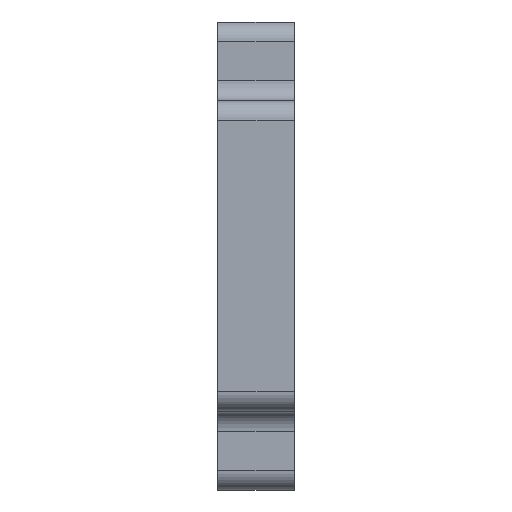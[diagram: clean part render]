
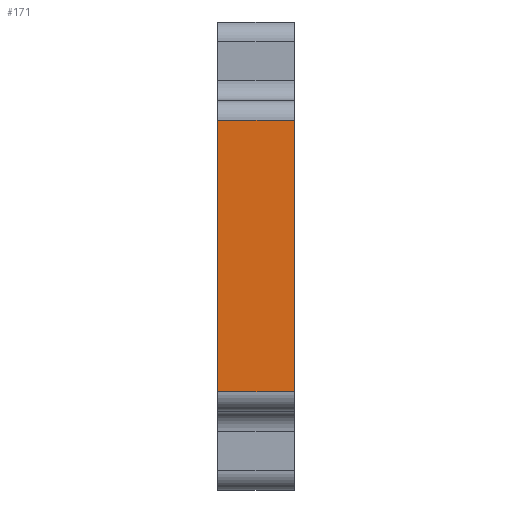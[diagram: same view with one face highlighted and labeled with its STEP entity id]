
A CAD part, left-side view. The second image highlights one B-rep face of the part: STEP entity #171.
In plain terms, the highlighted planar face has unit normal (-1, 0, 0).
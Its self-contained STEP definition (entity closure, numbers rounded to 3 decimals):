
#81 = ORIENTED_EDGE ( 'NONE', *, *, #197, .T. ) ;
#94 = EDGE_CURVE ( 'NONE', #774, #668, #545, .T. ) ;
#102 = VECTOR ( 'NONE', #822, 1000. ) ;
#105 = CARTESIAN_POINT ( 'NONE',  ( -95., 3.9, 6.9 ) ) ;
#123 = ORIENTED_EDGE ( 'NONE', *, *, #1071, .T. ) ;
#171 = ADVANCED_FACE ( 'NONE', ( #272 ), #481, .F. ) ;
#190 = LINE ( 'NONE', #703, #1189 ) ;
#197 = EDGE_CURVE ( 'NONE', #668, #240, #190, .T. ) ;
#216 = VERTEX_POINT ( 'NONE', #802 ) ;
#240 = VERTEX_POINT ( 'NONE', #1266 ) ;
#272 = FACE_OUTER_BOUND ( 'NONE', #749, .T. ) ;
#330 = DIRECTION ( 'NONE',  ( 0., 0., -1. ) ) ;
#481 = PLANE ( 'NONE',  #799 ) ;
#483 = ORIENTED_EDGE ( 'NONE', *, *, #818, .F. ) ;
#545 = LINE ( 'NONE', #1178, #778 ) ;
#575 = DIRECTION ( 'NONE',  ( 0., -1., 0. ) ) ;
#577 = ORIENTED_EDGE ( 'NONE', *, *, #94, .T. ) ;
#642 = CARTESIAN_POINT ( 'NONE',  ( -95., 0., 7.9 ) ) ;
#668 = VERTEX_POINT ( 'NONE', #846 ) ;
#680 = DIRECTION ( 'NONE',  ( 0., 0., -1. ) ) ;
#703 = CARTESIAN_POINT ( 'NONE',  ( -95., 0., -6.9 ) ) ;
#749 = EDGE_LOOP ( 'NONE', ( #577, #81, #483, #123 ) ) ;
#774 = VERTEX_POINT ( 'NONE', #105 ) ;
#778 = VECTOR ( 'NONE', #786, 1000. ) ;
#786 = DIRECTION ( 'NONE',  ( 0., 0., -1. ) ) ;
#799 = AXIS2_PLACEMENT_3D ( 'NONE', #1018, #1222, #680 ) ;
#802 = CARTESIAN_POINT ( 'NONE',  ( -95., 0., 6.9 ) ) ;
#803 = LINE ( 'NONE', #1223, #102 ) ;
#818 = EDGE_CURVE ( 'NONE', #216, #240, #958, .T. ) ;
#822 = DIRECTION ( 'NONE',  ( 0., 1., 0. ) ) ;
#846 = CARTESIAN_POINT ( 'NONE',  ( -95., 3.9, -6.9 ) ) ;
#958 = LINE ( 'NONE', #642, #1153 ) ;
#1018 = CARTESIAN_POINT ( 'NONE',  ( -95., 0., 7.9 ) ) ;
#1071 = EDGE_CURVE ( 'NONE', #216, #774, #803, .T. ) ;
#1153 = VECTOR ( 'NONE', #330, 1000. ) ;
#1178 = CARTESIAN_POINT ( 'NONE',  ( -95., 3.9, 7.9 ) ) ;
#1189 = VECTOR ( 'NONE', #575, 1000. ) ;
#1222 = DIRECTION ( 'NONE',  ( 1., 0., 0. ) ) ;
#1223 = CARTESIAN_POINT ( 'NONE',  ( -95., 0., 6.9 ) ) ;
#1266 = CARTESIAN_POINT ( 'NONE',  ( -95., 0., -6.9 ) ) ;
